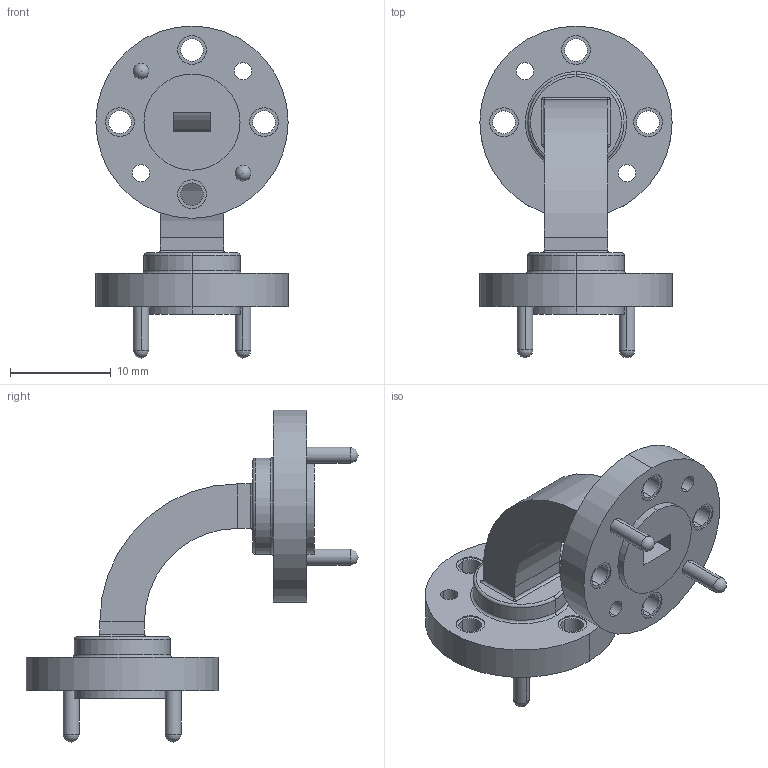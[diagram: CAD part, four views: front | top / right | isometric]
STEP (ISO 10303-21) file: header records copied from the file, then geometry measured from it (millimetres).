
FILE_DESCRIPTION (( 'STEP AP214' ), '1' );
FILE_NAME ('SMF-15EB-001_3D.step', '2024-06-25T14:35:54', ( '' ), ( '' ), 'SwSTEP 2.0', 'SolidWorks 2022', '' );
FILE_SCHEMA (( 'AUTOMOTIVE_DESIGN' ));
Length unit declared in the file: inch
Products named in the file (1): SMF-15EB-001_3D
Bounding box: 19.05 x 32.89 x 32.89 mm (x, y, z)
Volume: 2527.4 mm3; surface area: 2711.2 mm2
Topology: 1 solids, 1 shells, 152 faces, 348 edges, 212 vertices
Faces by surface type: cylinder 88, plane 44, torus 16, sphere 4
Entity records: 4308 total; most frequent: DIRECTION 838, CARTESIAN_POINT 693, ORIENTED_EDGE 664, AXIS2_PLACEMENT_3D 353, EDGE_CURVE 332, VERTEX_POINT 208, EDGE_LOOP 204, CIRCLE 200
